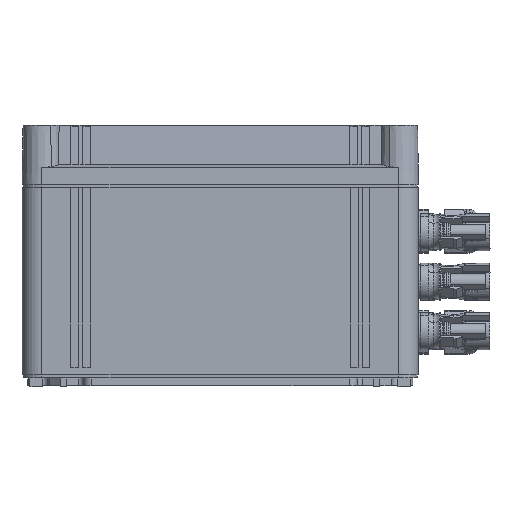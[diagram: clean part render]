
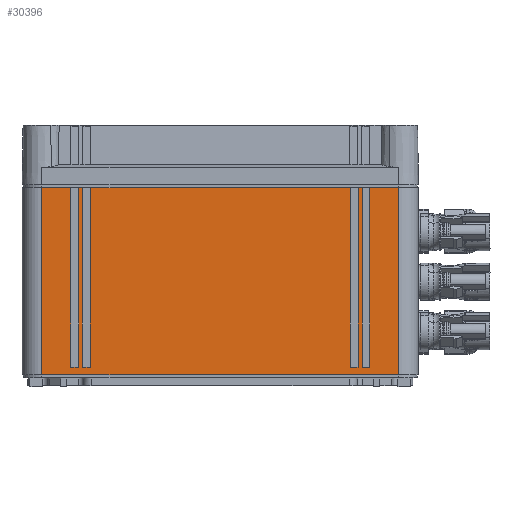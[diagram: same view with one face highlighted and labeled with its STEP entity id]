
A CAD part, left-side view. The second image highlights one B-rep face of the part: STEP entity #30396.
In plain terms, the highlighted planar face has unit normal (-1, 0, 0).
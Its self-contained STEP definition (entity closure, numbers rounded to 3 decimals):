
#30247=AXIS2_PLACEMENT_3D('Plane Axis2P3D',#30244,#30245,#30246) ;
#29476=CARTESIAN_POINT('Vertex',(0.,46.025,100.5)) ;
#29479=CARTESIAN_POINT('Line Origine',(0.,46.025,106.)) ;
#29483=CARTESIAN_POINT('Vertex',(0.,46.025,6.)) ;
#29531=CARTESIAN_POINT('Line Origine',(0.,136.025,6.)) ;
#29535=CARTESIAN_POINT('Vertex',(0.,226.025,6.)) ;
#29669=CARTESIAN_POINT('Vertex',(0.,226.025,100.5)) ;
#29672=CARTESIAN_POINT('Line Origine',(0.,136.025,100.5)) ;
#30244=CARTESIAN_POINT('Axis2P3D Location',(0.,46.025,106.)) ;
#30249=CARTESIAN_POINT('Line Origine',(0.,226.025,53.25)) ;
#30260=CARTESIAN_POINT('Line Origine',(0.,209.525,10.)) ;
#30264=CARTESIAN_POINT('Vertex',(0.,211.525,10.)) ;
#30266=CARTESIAN_POINT('Vertex',(0.,207.525,10.)) ;
#30269=CARTESIAN_POINT('Line Origine',(0.,211.525,55.178)) ;
#30273=CARTESIAN_POINT('Vertex',(0.,211.525,100.356)) ;
#30276=CARTESIAN_POINT('Line Origine',(0.,209.525,100.356)) ;
#30280=CARTESIAN_POINT('Vertex',(0.,207.525,100.356)) ;
#30283=CARTESIAN_POINT('Line Origine',(0.,207.525,55.178)) ;
#30294=CARTESIAN_POINT('Line Origine',(0.,203.525,10.)) ;
#30298=CARTESIAN_POINT('Vertex',(0.,205.525,10.)) ;
#30300=CARTESIAN_POINT('Vertex',(0.,201.525,10.)) ;
#30303=CARTESIAN_POINT('Line Origine',(0.,205.525,55.178)) ;
#30307=CARTESIAN_POINT('Vertex',(0.,205.525,100.356)) ;
#30310=CARTESIAN_POINT('Line Origine',(0.,203.525,100.356)) ;
#30314=CARTESIAN_POINT('Vertex',(0.,201.525,100.356)) ;
#30317=CARTESIAN_POINT('Line Origine',(0.,201.525,55.178)) ;
#30328=CARTESIAN_POINT('Line Origine',(0.,68.525,10.)) ;
#30332=CARTESIAN_POINT('Vertex',(0.,70.525,10.)) ;
#30334=CARTESIAN_POINT('Vertex',(0.,66.525,10.)) ;
#30337=CARTESIAN_POINT('Line Origine',(0.,70.525,55.178)) ;
#30341=CARTESIAN_POINT('Vertex',(0.,70.525,100.356)) ;
#30344=CARTESIAN_POINT('Line Origine',(0.,68.525,100.356)) ;
#30348=CARTESIAN_POINT('Vertex',(0.,66.525,100.356)) ;
#30351=CARTESIAN_POINT('Line Origine',(0.,66.525,55.178)) ;
#30362=CARTESIAN_POINT('Line Origine',(0.,62.525,10.)) ;
#30366=CARTESIAN_POINT('Vertex',(0.,64.525,10.)) ;
#30368=CARTESIAN_POINT('Vertex',(0.,60.525,10.)) ;
#30371=CARTESIAN_POINT('Line Origine',(0.,64.525,55.178)) ;
#30375=CARTESIAN_POINT('Vertex',(0.,64.525,100.356)) ;
#30378=CARTESIAN_POINT('Line Origine',(0.,62.525,100.356)) ;
#30382=CARTESIAN_POINT('Vertex',(0.,60.525,100.356)) ;
#30385=CARTESIAN_POINT('Line Origine',(0.,60.525,55.178)) ;
#29480=DIRECTION('Vector Direction',(0.,0.,-1.)) ;
#29532=DIRECTION('Vector Direction',(0.,1.,0.)) ;
#29673=DIRECTION('Vector Direction',(0.,-1.,0.)) ;
#30245=DIRECTION('Axis2P3D Direction',(-1.,0.,0.)) ;
#30246=DIRECTION('Axis2P3D XDirection',(0.,1.,0.)) ;
#30250=DIRECTION('Vector Direction',(0.,0.,-1.)) ;
#30261=DIRECTION('Vector Direction',(0.,-1.,0.)) ;
#30270=DIRECTION('Vector Direction',(0.,0.,-1.)) ;
#30277=DIRECTION('Vector Direction',(0.,1.,0.)) ;
#30284=DIRECTION('Vector Direction',(0.,0.,1.)) ;
#30295=DIRECTION('Vector Direction',(0.,-1.,0.)) ;
#30304=DIRECTION('Vector Direction',(0.,0.,-1.)) ;
#30311=DIRECTION('Vector Direction',(0.,1.,0.)) ;
#30318=DIRECTION('Vector Direction',(0.,0.,1.)) ;
#30329=DIRECTION('Vector Direction',(0.,-1.,0.)) ;
#30338=DIRECTION('Vector Direction',(0.,0.,-1.)) ;
#30345=DIRECTION('Vector Direction',(0.,1.,0.)) ;
#30352=DIRECTION('Vector Direction',(0.,0.,1.)) ;
#30363=DIRECTION('Vector Direction',(0.,-1.,0.)) ;
#30372=DIRECTION('Vector Direction',(0.,0.,-1.)) ;
#30379=DIRECTION('Vector Direction',(0.,1.,0.)) ;
#30386=DIRECTION('Vector Direction',(0.,0.,1.)) ;
#29481=VECTOR('Line Direction',#29480,1.) ;
#29533=VECTOR('Line Direction',#29532,1.) ;
#29674=VECTOR('Line Direction',#29673,1.) ;
#30251=VECTOR('Line Direction',#30250,1.) ;
#30262=VECTOR('Line Direction',#30261,1.) ;
#30271=VECTOR('Line Direction',#30270,1.) ;
#30278=VECTOR('Line Direction',#30277,1.) ;
#30285=VECTOR('Line Direction',#30284,1.) ;
#30296=VECTOR('Line Direction',#30295,1.) ;
#30305=VECTOR('Line Direction',#30304,1.) ;
#30312=VECTOR('Line Direction',#30311,1.) ;
#30319=VECTOR('Line Direction',#30318,1.) ;
#30330=VECTOR('Line Direction',#30329,1.) ;
#30339=VECTOR('Line Direction',#30338,1.) ;
#30346=VECTOR('Line Direction',#30345,1.) ;
#30353=VECTOR('Line Direction',#30352,1.) ;
#30364=VECTOR('Line Direction',#30363,1.) ;
#30373=VECTOR('Line Direction',#30372,1.) ;
#30380=VECTOR('Line Direction',#30379,1.) ;
#30387=VECTOR('Line Direction',#30386,1.) ;
#30255=ORIENTED_EDGE('',*,*,#30253,.T.) ;
#30256=ORIENTED_EDGE('',*,*,#29537,.F.) ;
#30257=ORIENTED_EDGE('',*,*,#29485,.F.) ;
#30258=ORIENTED_EDGE('',*,*,#29676,.F.) ;
#30289=ORIENTED_EDGE('',*,*,#30268,.F.) ;
#30290=ORIENTED_EDGE('',*,*,#30275,.F.) ;
#30291=ORIENTED_EDGE('',*,*,#30282,.F.) ;
#30292=ORIENTED_EDGE('',*,*,#30287,.F.) ;
#30323=ORIENTED_EDGE('',*,*,#30302,.F.) ;
#30324=ORIENTED_EDGE('',*,*,#30309,.F.) ;
#30325=ORIENTED_EDGE('',*,*,#30316,.F.) ;
#30326=ORIENTED_EDGE('',*,*,#30321,.F.) ;
#30357=ORIENTED_EDGE('',*,*,#30336,.F.) ;
#30358=ORIENTED_EDGE('',*,*,#30343,.F.) ;
#30359=ORIENTED_EDGE('',*,*,#30350,.F.) ;
#30360=ORIENTED_EDGE('',*,*,#30355,.F.) ;
#30391=ORIENTED_EDGE('',*,*,#30370,.F.) ;
#30392=ORIENTED_EDGE('',*,*,#30377,.F.) ;
#30393=ORIENTED_EDGE('',*,*,#30384,.F.) ;
#30394=ORIENTED_EDGE('',*,*,#30389,.F.) ;
#30293=FACE_BOUND('',#30288,.T.) ;
#30327=FACE_BOUND('',#30322,.T.) ;
#30361=FACE_BOUND('',#30356,.T.) ;
#30395=FACE_BOUND('',#30390,.T.) ;
#30396=ADVANCED_FACE('GEHAEUSEUNTERTEIL',(#30259,#30293,#30327,#30361,#30395),#30248,.T.) ;
#29485=EDGE_CURVE('',#29477,#29484,#29482,.T.) ;
#29537=EDGE_CURVE('',#29484,#29536,#29534,.T.) ;
#29676=EDGE_CURVE('',#29670,#29477,#29675,.T.) ;
#30253=EDGE_CURVE('',#29670,#29536,#30252,.T.) ;
#30268=EDGE_CURVE('',#30265,#30267,#30263,.T.) ;
#30275=EDGE_CURVE('',#30274,#30265,#30272,.T.) ;
#30282=EDGE_CURVE('',#30281,#30274,#30279,.T.) ;
#30287=EDGE_CURVE('',#30267,#30281,#30286,.T.) ;
#30302=EDGE_CURVE('',#30299,#30301,#30297,.T.) ;
#30309=EDGE_CURVE('',#30308,#30299,#30306,.T.) ;
#30316=EDGE_CURVE('',#30315,#30308,#30313,.T.) ;
#30321=EDGE_CURVE('',#30301,#30315,#30320,.T.) ;
#30336=EDGE_CURVE('',#30333,#30335,#30331,.T.) ;
#30343=EDGE_CURVE('',#30342,#30333,#30340,.T.) ;
#30350=EDGE_CURVE('',#30349,#30342,#30347,.T.) ;
#30355=EDGE_CURVE('',#30335,#30349,#30354,.T.) ;
#30370=EDGE_CURVE('',#30367,#30369,#30365,.T.) ;
#30377=EDGE_CURVE('',#30376,#30367,#30374,.T.) ;
#30384=EDGE_CURVE('',#30383,#30376,#30381,.T.) ;
#30389=EDGE_CURVE('',#30369,#30383,#30388,.T.) ;
#30254=EDGE_LOOP('',(#30255,#30256,#30257,#30258)) ;
#30288=EDGE_LOOP('',(#30289,#30290,#30291,#30292)) ;
#30322=EDGE_LOOP('',(#30323,#30324,#30325,#30326)) ;
#30356=EDGE_LOOP('',(#30357,#30358,#30359,#30360)) ;
#30390=EDGE_LOOP('',(#30391,#30392,#30393,#30394)) ;
#30259=FACE_OUTER_BOUND('',#30254,.T.) ;
#29482=LINE('Line',#29479,#29481) ;
#29534=LINE('Line',#29531,#29533) ;
#29675=LINE('Line',#29672,#29674) ;
#30252=LINE('Line',#30249,#30251) ;
#30263=LINE('Line',#30260,#30262) ;
#30272=LINE('Line',#30269,#30271) ;
#30279=LINE('Line',#30276,#30278) ;
#30286=LINE('Line',#30283,#30285) ;
#30297=LINE('Line',#30294,#30296) ;
#30306=LINE('Line',#30303,#30305) ;
#30313=LINE('Line',#30310,#30312) ;
#30320=LINE('Line',#30317,#30319) ;
#30331=LINE('Line',#30328,#30330) ;
#30340=LINE('Line',#30337,#30339) ;
#30347=LINE('Line',#30344,#30346) ;
#30354=LINE('Line',#30351,#30353) ;
#30365=LINE('Line',#30362,#30364) ;
#30374=LINE('Line',#30371,#30373) ;
#30381=LINE('Line',#30378,#30380) ;
#30388=LINE('Line',#30385,#30387) ;
#30248=PLANE('',#30247) ;
#29477=VERTEX_POINT('',#29476) ;
#29484=VERTEX_POINT('',#29483) ;
#29536=VERTEX_POINT('',#29535) ;
#29670=VERTEX_POINT('',#29669) ;
#30265=VERTEX_POINT('',#30264) ;
#30267=VERTEX_POINT('',#30266) ;
#30274=VERTEX_POINT('',#30273) ;
#30281=VERTEX_POINT('',#30280) ;
#30299=VERTEX_POINT('',#30298) ;
#30301=VERTEX_POINT('',#30300) ;
#30308=VERTEX_POINT('',#30307) ;
#30315=VERTEX_POINT('',#30314) ;
#30333=VERTEX_POINT('',#30332) ;
#30335=VERTEX_POINT('',#30334) ;
#30342=VERTEX_POINT('',#30341) ;
#30349=VERTEX_POINT('',#30348) ;
#30367=VERTEX_POINT('',#30366) ;
#30369=VERTEX_POINT('',#30368) ;
#30376=VERTEX_POINT('',#30375) ;
#30383=VERTEX_POINT('',#30382) ;
